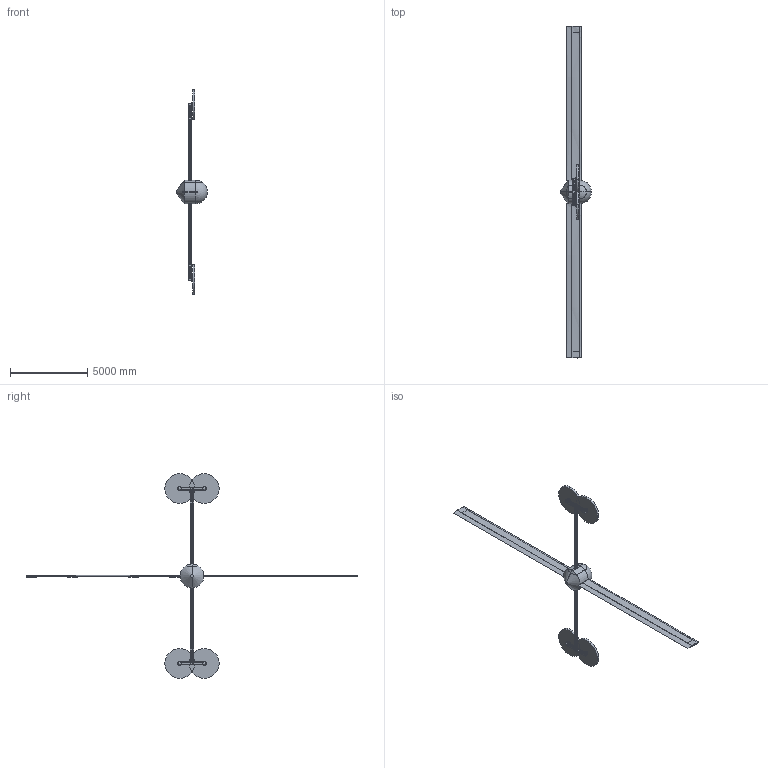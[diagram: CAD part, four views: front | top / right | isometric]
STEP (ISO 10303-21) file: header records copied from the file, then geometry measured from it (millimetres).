
FILE_DESCRIPTION((''),'2;1');
FILE_NAME('UAV_1_ASM','2022-06-04T14:19:49',('metelkma'),(''),'CREO PARAMETRIC BY PTC INC, 2019352','CREO PARAMETRIC BY PTC INC, 2019352','');
FILE_SCHEMA(('AUTOMOTIVE_DESIGN { 1 0 10303 214 1 1 1 1 }'));
Length unit declared in the file: millimetre
Products named in the file (29): ORIENTUAV_22Z; FUSE_SPHERE_CONE_14Z; FUSE_CYL_PORTED_6Z; FUSE_CYL_PORTED_12Z; FUSE_CYL_PORTED_8Z; FUSE_CYL_PORTED_2Z; PARA_MOTOR_23Z; PARA_PROP_5Z; FUSE_CYL_PORTED_26Z; FUSE_CYL_PORTED_16Z; PARA_MOTOR_25Z; PARA_PROP_21Z; NACA_SYM_WING_TAPER_27Z; MEGA_BATTERY_7Z; DISC_PASSENGER_4Z; DISC_PASSENGER_10Z; NACA_SYM_WING_TAPER_24Z; MEGA_BATTERY_3Z; FUSE_CYL_PORTED_13Z; FUSE_CYL_PORTED_1Z; FUSE_CYL_PORTED_17Z; FUSE_CYL_PORTED_18Z; PARA_MOTOR_15Z; PARA_PROP_11Z; FUSE_CYL_PORTED_28Z; FUSE_CYL_PORTED_9Z; PARA_MOTOR_20Z; PARA_PROP_19Z; UAV_1_ASM
Assembly tree (28 placements, depth 2):
  UAV_1_ASM
    ORIENTUAV_22Z
    FUSE_SPHERE_CONE_14Z
    FUSE_CYL_PORTED_6Z
    FUSE_CYL_PORTED_12Z
    FUSE_CYL_PORTED_8Z
    FUSE_CYL_PORTED_2Z
    PARA_MOTOR_23Z
    PARA_PROP_5Z
    FUSE_CYL_PORTED_26Z
    FUSE_CYL_PORTED_16Z
    PARA_MOTOR_25Z
    PARA_PROP_21Z
    NACA_SYM_WING_TAPER_27Z
    MEGA_BATTERY_7Z
    DISC_PASSENGER_4Z
    DISC_PASSENGER_10Z
    NACA_SYM_WING_TAPER_24Z
    MEGA_BATTERY_3Z
    FUSE_CYL_PORTED_13Z
    FUSE_CYL_PORTED_1Z
    FUSE_CYL_PORTED_17Z
    FUSE_CYL_PORTED_18Z
    PARA_MOTOR_15Z
    PARA_PROP_11Z
    FUSE_CYL_PORTED_28Z
    FUSE_CYL_PORTED_9Z
    PARA_MOTOR_20Z
    PARA_PROP_19Z
Bounding box: 2000 x 21520 x 13262.4 mm (x, y, z)
Volume: 3959367231.7 mm3; surface area: 157409782.5 mm2
Topology: 27 solids, 41 shells, 736 faces, 1628 edges, 1054 vertices
Faces by surface type: cylinder 392, plane 294, cone 21, bspline 16, sphere 9, torus 4
Entity records: 36707 total; most frequent: CARTESIAN_POINT 7878, DIRECTION 3840, ORIENTED_EDGE 3044, PRESENTATION_STYLE_ASSIGNMENT 1678, STYLED_ITEM 1618, CURVE_STYLE 1575, AXIS2_PLACEMENT_3D 1542, EDGE_CURVE 1522
